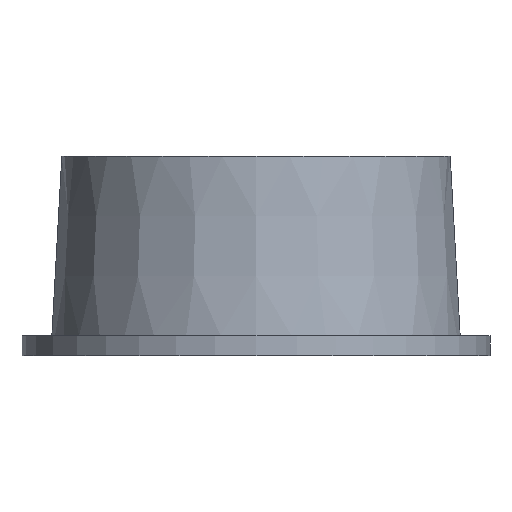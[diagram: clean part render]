
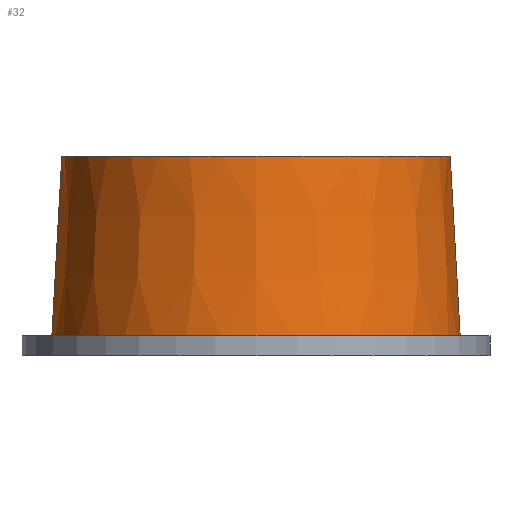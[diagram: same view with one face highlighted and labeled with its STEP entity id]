
A CAD part, front view. The second image highlights one B-rep face of the part: STEP entity #32.
In plain terms, the highlighted conical face has half-angle 3.18 degrees and reference radius 20.5 mm.
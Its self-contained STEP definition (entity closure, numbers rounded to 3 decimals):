
#7 = AXIS2_PLACEMENT_3D ( 'NONE', #78, #312, #51 ) ;
#19 = CARTESIAN_POINT ( 'NONE',  ( 0., 0., 20. ) ) ;
#26 = AXIS2_PLACEMENT_3D ( 'NONE', #300, #275, #250 ) ;
#32 = ADVANCED_FACE ( 'NONE', ( #52 ), #121, .T. ) ;
#36 = CARTESIAN_POINT ( 'NONE',  ( -19.5, 0., 20. ) ) ;
#48 = CARTESIAN_POINT ( 'NONE',  ( 19.5, 0., 20. ) ) ;
#51 = DIRECTION ( 'NONE',  ( -1., 0., 0. ) ) ;
#52 = FACE_OUTER_BOUND ( 'NONE', #291, .T. ) ;
#57 = CARTESIAN_POINT ( 'NONE',  ( 20.5, 0., 2. ) ) ;
#68 = EDGE_CURVE ( 'NONE', #177, #352, #274, .T. ) ;
#78 = CARTESIAN_POINT ( 'NONE',  ( 0., 0., 2. ) ) ;
#90 = LINE ( 'NONE', #253, #233 ) ;
#107 = VERTEX_POINT ( 'NONE', #323 ) ;
#121 = CONICAL_SURFACE ( 'NONE', #7, 20.5, 0.055 ) ;
#132 = ORIENTED_EDGE ( 'NONE', *, *, #276, .T. ) ;
#144 = ORIENTED_EDGE ( 'NONE', *, *, #219, .T. ) ;
#145 = CIRCLE ( 'NONE', #26, 20.5 ) ;
#149 = ORIENTED_EDGE ( 'NONE', *, *, #156, .F. ) ;
#153 = DIRECTION ( 'NONE',  ( 0., 0., 1. ) ) ;
#156 = EDGE_CURVE ( 'NONE', #352, #107, #182, .T. ) ;
#177 = VERTEX_POINT ( 'NONE', #36 ) ;
#182 = LINE ( 'NONE', #57, #194 ) ;
#194 = VECTOR ( 'NONE', #294, 1000. ) ;
#219 = EDGE_CURVE ( 'NONE', #177, #268, #90, .T. ) ;
#233 = VECTOR ( 'NONE', #362, 1000. ) ;
#234 = DIRECTION ( 'NONE',  ( 1., 0., 0. ) ) ;
#250 = DIRECTION ( 'NONE',  ( 1., 0., 0. ) ) ;
#252 = CARTESIAN_POINT ( 'NONE',  ( -20.5, 0., 2. ) ) ;
#253 = CARTESIAN_POINT ( 'NONE',  ( -20.5, 0., 2. ) ) ;
#268 = VERTEX_POINT ( 'NONE', #252 ) ;
#274 = CIRCLE ( 'NONE', #318, 19.5 ) ;
#275 = DIRECTION ( 'NONE',  ( 0., 0., 1. ) ) ;
#276 = EDGE_CURVE ( 'NONE', #268, #107, #145, .T. ) ;
#291 = EDGE_LOOP ( 'NONE', ( #149, #348, #144, #132 ) ) ;
#294 = DIRECTION ( 'NONE',  ( 0.055, 0., -0.998 ) ) ;
#300 = CARTESIAN_POINT ( 'NONE',  ( 0., 0., 2. ) ) ;
#312 = DIRECTION ( 'NONE',  ( 0., 0., -1. ) ) ;
#318 = AXIS2_PLACEMENT_3D ( 'NONE', #19, #153, #234 ) ;
#323 = CARTESIAN_POINT ( 'NONE',  ( 20.5, 0., 2. ) ) ;
#348 = ORIENTED_EDGE ( 'NONE', *, *, #68, .F. ) ;
#352 = VERTEX_POINT ( 'NONE', #48 ) ;
#362 = DIRECTION ( 'NONE',  ( -0.055, 0., -0.998 ) ) ;
